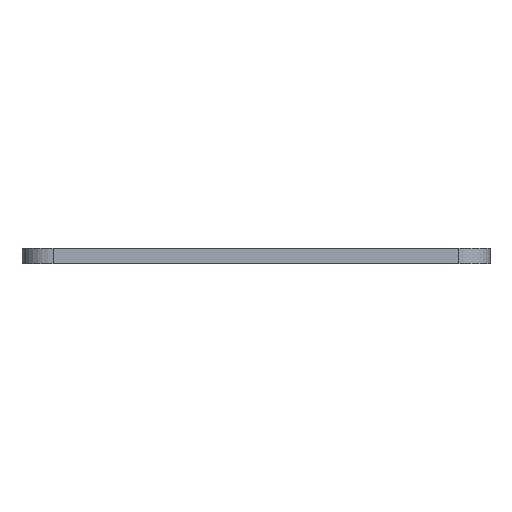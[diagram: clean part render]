
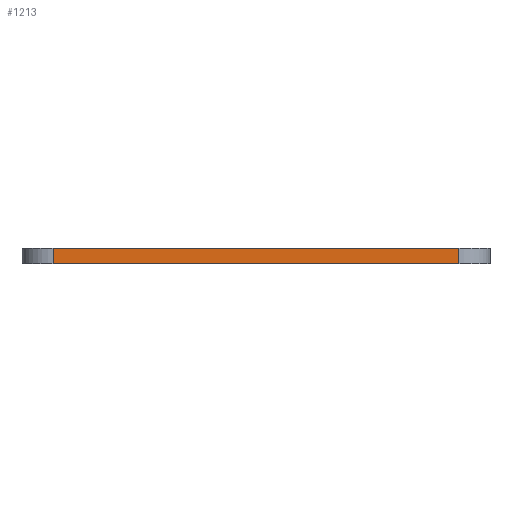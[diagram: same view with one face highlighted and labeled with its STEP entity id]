
A CAD part, left-side view. The second image highlights one B-rep face of the part: STEP entity #1213.
In plain terms, the highlighted planar face has unit normal (-1, 0, 0).
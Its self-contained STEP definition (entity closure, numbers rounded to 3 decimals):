
#146 = VERTEX_POINT('',#147);
#147 = CARTESIAN_POINT('',(95.25,-72.056,0.));
#154 = EDGE_CURVE('',#155,#146,#157,.T.);
#155 = VERTEX_POINT('',#156);
#156 = CARTESIAN_POINT('',(95.25,-111.3,0.));
#157 = LINE('',#158,#159);
#158 = CARTESIAN_POINT('',(95.25,-111.3,0.));
#159 = VECTOR('',#160,1.);
#160 = DIRECTION('',(0.,1.,0.));
#666 = VERTEX_POINT('',#667);
#667 = CARTESIAN_POINT('',(95.25,-72.056,1.51));
#674 = EDGE_CURVE('',#675,#666,#677,.T.);
#675 = VERTEX_POINT('',#676);
#676 = CARTESIAN_POINT('',(95.25,-111.3,1.51));
#677 = LINE('',#678,#679);
#678 = CARTESIAN_POINT('',(95.25,-111.3,1.51));
#679 = VECTOR('',#680,1.);
#680 = DIRECTION('',(0.,1.,0.));
#1183 = EDGE_CURVE('',#146,#666,#1184,.T.);
#1184 = LINE('',#1185,#1186);
#1185 = CARTESIAN_POINT('',(95.25,-72.056,0.));
#1186 = VECTOR('',#1187,1.);
#1187 = DIRECTION('',(0.,0.,1.));
#1213 = ADVANCED_FACE('',(#1214),#1225,.T.);
#1214 = FACE_BOUND('',#1215,.T.);
#1215 = EDGE_LOOP('',(#1216,#1222,#1223,#1224));
#1216 = ORIENTED_EDGE('',*,*,#1217,.T.);
#1217 = EDGE_CURVE('',#155,#675,#1218,.T.);
#1218 = LINE('',#1219,#1220);
#1219 = CARTESIAN_POINT('',(95.25,-111.3,0.));
#1220 = VECTOR('',#1221,1.);
#1221 = DIRECTION('',(0.,0.,1.));
#1222 = ORIENTED_EDGE('',*,*,#674,.T.);
#1223 = ORIENTED_EDGE('',*,*,#1183,.F.);
#1224 = ORIENTED_EDGE('',*,*,#154,.F.);
#1225 = PLANE('',#1226);
#1226 = AXIS2_PLACEMENT_3D('',#1227,#1228,#1229);
#1227 = CARTESIAN_POINT('',(95.25,-111.3,0.));
#1228 = DIRECTION('',(-1.,0.,0.));
#1229 = DIRECTION('',(0.,1.,0.));
